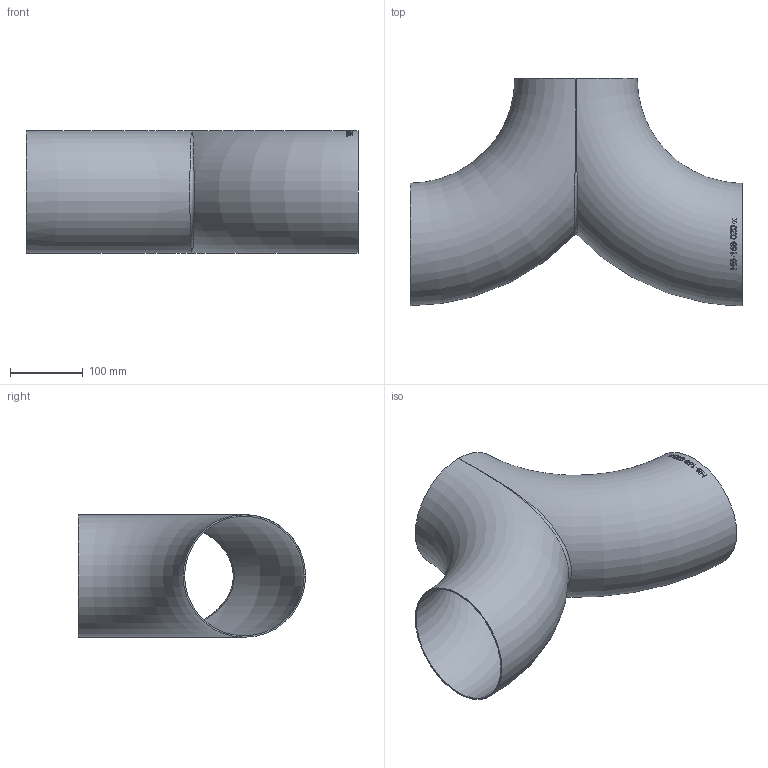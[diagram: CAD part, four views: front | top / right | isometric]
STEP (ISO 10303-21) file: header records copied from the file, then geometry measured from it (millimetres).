
FILE_DESCRIPTION (( 'STEP AP214' ), '1' );
FILE_NAME ('HB-168-020-x Hosenbogen 1909.STEP', '2019-09-17T13:31:46', ( '' ), ( '' ), 'SwSTEP 2.0', 'SolidWorks 2016', '' );
FILE_SCHEMA (( 'AUTOMOTIVE_DESIGN' ));
Length unit declared in the file: millimetre
Products named in the file (1): HB-168-020-x Hosenbogen 1909
Bounding box: 456 x 312.15 x 168.3 mm (x, y, z)
Volume: 569947.7 mm3; surface area: 573392.1 mm2
Topology: 1 solids, 1 shells, 151 faces, 391 edges, 256 vertices
Faces by surface type: plane 71, bspline 57, torus 23
Entity records: 10319 total; most frequent: CARTESIAN_POINT 5776, ORIENTED_EDGE 762, EDGE_CURVE 381, DIRECTION 329, VERTEX_POINT 254, B_SPLINE_CURVE_WITH_KNOTS 250, EDGE_LOOP 177, FACE_OUTER_BOUND 155
